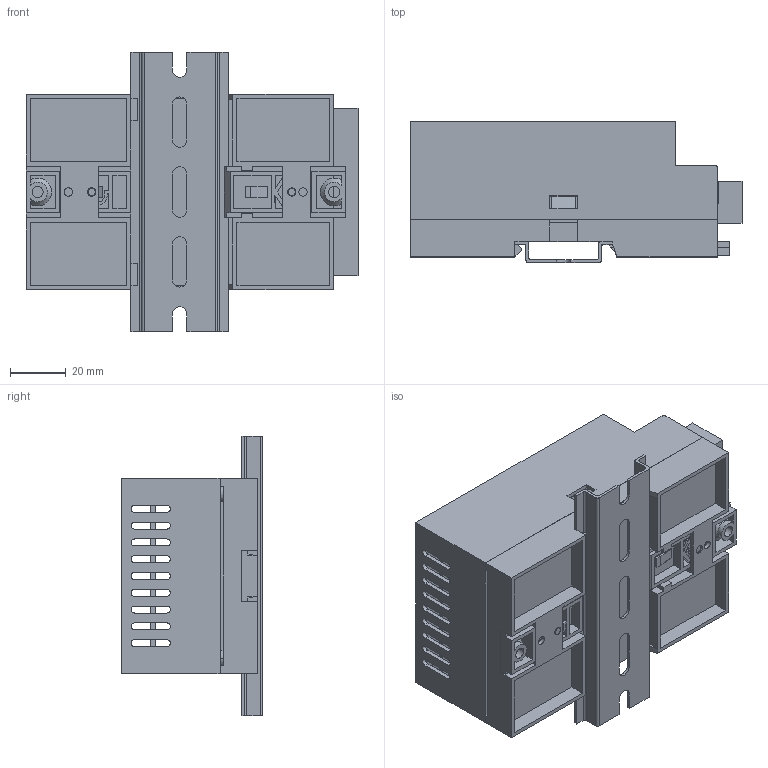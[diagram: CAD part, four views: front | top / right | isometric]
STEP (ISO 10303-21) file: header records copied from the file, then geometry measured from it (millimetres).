
FILE_DESCRIPTION (( 'STEP AP214' ), '1' );
FILE_NAME ('CEBV-70-03.STEP', '2023-02-02T07:22:22', ( '' ), ( '' ), 'SwSTEP 2.0', 'SolidWorks 2017', '' );
FILE_SCHEMA (( 'AUTOMOTIVE_DESIGN' ));
Length unit declared in the file: millimetre
Products named in the file (11): Clip-Small; Euro Terminal5mm-Plug-In-12Way; Clip-Big; Screw-small; CEEP-70; Base PCB-MDP-70-01; Base plate - MDB-70 - New; CEBV-70-03; Screw-smallest; TopCover-CEBC-70; Rail-35
Assembly tree (14 placements, depth 2):
  CEBV-70-03
    Base plate - MDB-70 - New
    Clip-Small
    Clip-Big
    Base PCB-MDP-70-01
    Screw-small  x2
    Euro Terminal5mm-Plug-In-12Way
    Rail-35
    Screw-smallest  x4
    CEEP-70
    TopCover-CEBC-70
Bounding box: 118.8 x 50.55 x 100 mm (x, y, z)
Volume: 84508.6 mm3; surface area: 113630 mm2
Topology: 14 solids, 14 shells, 1070 faces, 2902 edges, 1890 vertices
Faces by surface type: plane 697, cylinder 295, cone 40, torus 22, bspline 16
Entity records: 31336 total; most frequent: CARTESIAN_POINT 5613, ORIENTED_EDGE 5264, DIRECTION 5152, EDGE_CURVE 2632, VECTOR 1944, LINE 1944, VERTEX_POINT 1723, AXIS2_PLACEMENT_3D 1604
